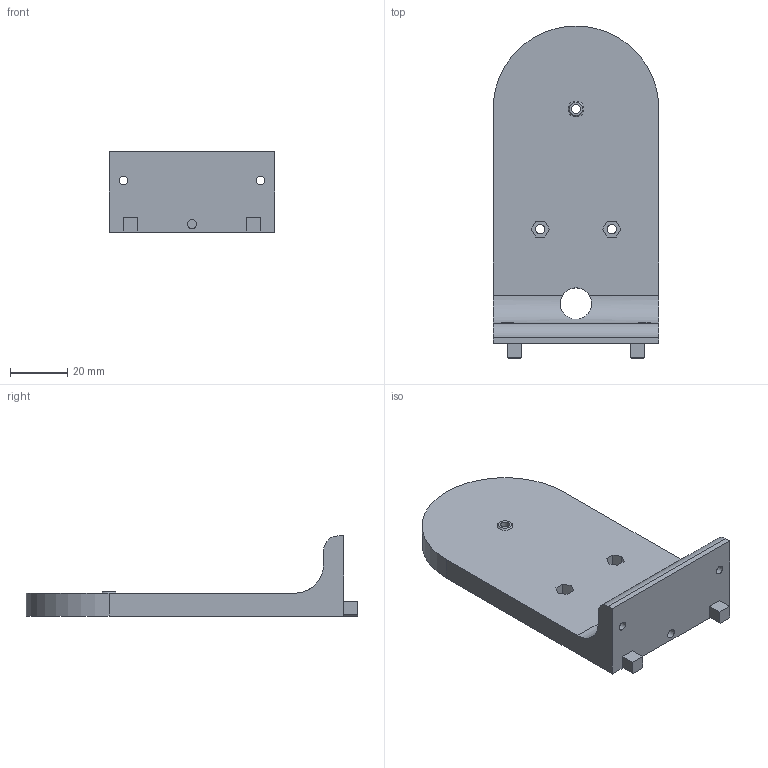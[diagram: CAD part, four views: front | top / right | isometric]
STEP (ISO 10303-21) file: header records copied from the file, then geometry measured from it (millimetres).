
FILE_DESCRIPTION(/* description */ (''),/* implementation_level */ '2;1');
FILE_NAME(/* name */ 'Idle Side Support.stp',/* time_stamp */ '2021-10-29T17:24:10+01:00',/* author */ ('isaac879'),/* organization */ (''),/* preprocessor_version */ 'ST-DEVELOPER v18',/* originating_system */ 'Autodesk Inventor 2020',/* authorisation */ '');
FILE_SCHEMA (('AUTOMOTIVE_DESIGN { 1 0 10303 214 3 1 1 }'));
Length unit declared in the file: millimetre
Products named in the file (1): Idle Side Support
Bounding box: 58 x 116 x 28 mm (x, y, z)
Volume: 56449.1 mm3; surface area: 17779.1 mm2
Topology: 1 solids, 1 shells, 57 faces, 157 edges, 107 vertices
Faces by surface type: plane 41, cylinder 13, cone 3
Full cylindrical faces by diameter (mm): 3 x3, 3.2 x4, 11 x1
Entity records: 1951 total; most frequent: CARTESIAN_POINT 388, ORIENTED_EDGE 314, DIRECTION 306, EDGE_CURVE 157, LINE 116, VECTOR 116, VERTEX_POINT 107, AXIS2_PLACEMENT_3D 95
